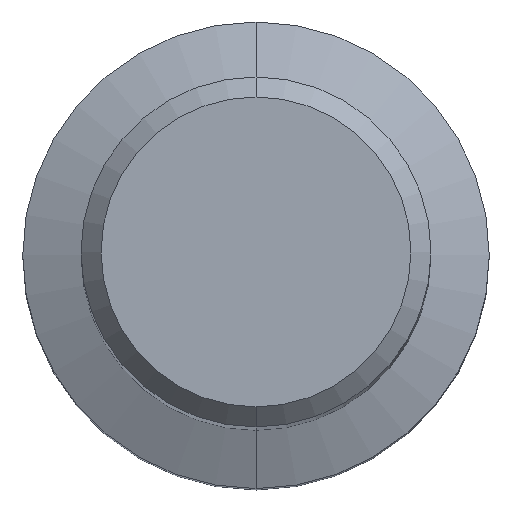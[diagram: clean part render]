
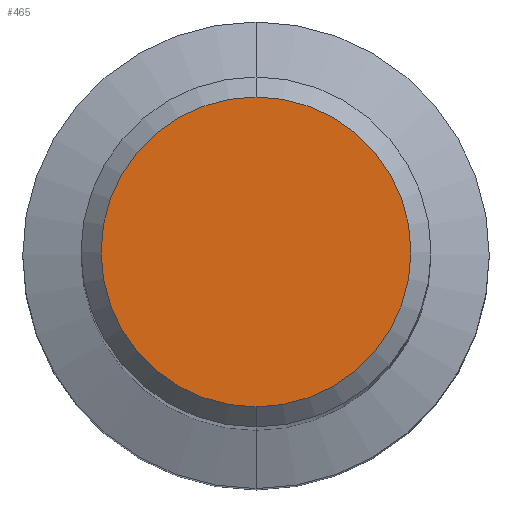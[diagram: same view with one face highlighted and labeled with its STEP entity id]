
A CAD part, top view. The second image highlights one B-rep face of the part: STEP entity #465.
In plain terms, the highlighted planar face has unit normal (0, 0, 1).
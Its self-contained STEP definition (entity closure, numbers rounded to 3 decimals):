
#225=VERTEX_POINT('',#581);
#231=VERTEX_POINT('',#587);
#465=ADVANCED_FACE('',(#850),#851,.T.);
#475=EDGE_CURVE('',#225,#231,#862,.T.);
#527=EDGE_CURVE('',#231,#225,#919,.T.);
#581=CARTESIAN_POINT('',(0.0,4.65,0.0));
#587=CARTESIAN_POINT('',(0.,-4.65,0.0));
#850=FACE_OUTER_BOUND('',#1529,.T.);
#851=PLANE('',#1530);
#862=CIRCLE('',#1560,4.65);
#919=CIRCLE('',#1665,4.65);
#1529=EDGE_LOOP('',(#2008,#2009));
#1530=AXIS2_PLACEMENT_3D('',#2010,#2011,#2012);
#1560=AXIS2_PLACEMENT_3D('',#2030,#2031,#2032);
#1665=AXIS2_PLACEMENT_3D('',#2100,#2101,#2102);
#2008=ORIENTED_EDGE('',*,*,#475,.F.);
#2009=ORIENTED_EDGE('',*,*,#527,.F.);
#2010=CARTESIAN_POINT('',(0.0,2.325,0.0));
#2011=DIRECTION('',(-0.0,0.0,1.0));
#2012=DIRECTION('',(0.0,-1.0,0.0));
#2030=CARTESIAN_POINT('',(0.0,0.0,0.0));
#2031=DIRECTION('',(0.0,0.0,-1.0));
#2032=DIRECTION('',(0.0,1.0,0.0));
#2100=CARTESIAN_POINT('',(0.0,0.0,0.0));
#2101=DIRECTION('',(0.0,0.0,-1.0));
#2102=DIRECTION('',(0.0,1.0,0.0));
